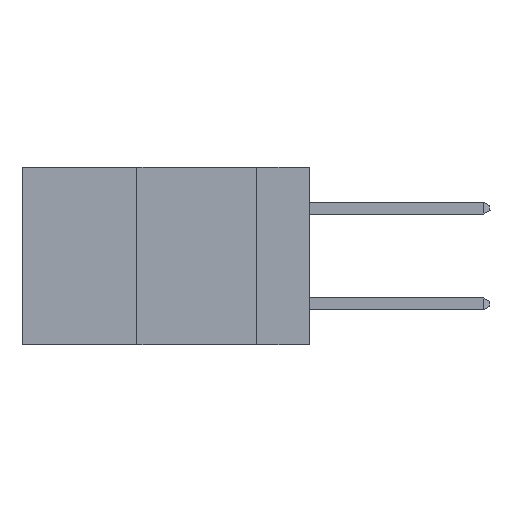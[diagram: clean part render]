
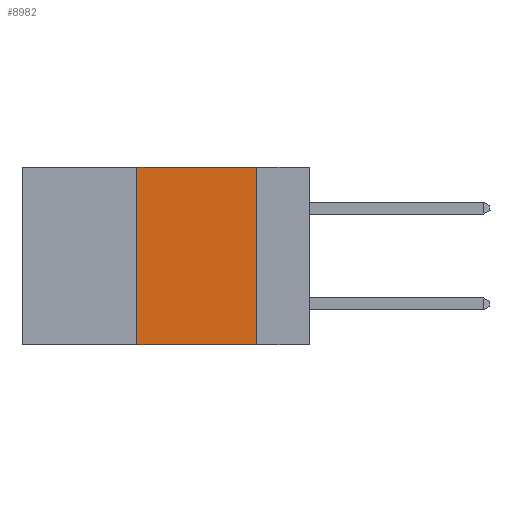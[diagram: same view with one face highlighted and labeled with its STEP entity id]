
A CAD part, left-side view. The second image highlights one B-rep face of the part: STEP entity #8982.
In plain terms, the highlighted planar face has unit normal (-1, 0, 0).
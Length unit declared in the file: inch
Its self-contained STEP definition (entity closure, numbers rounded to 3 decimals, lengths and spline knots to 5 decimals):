
#165 = ORIENTED_EDGE ( 'NONE', *, *, #4189, .F. ) ;
#254 = LINE ( 'NONE', #5922, #8493 ) ;
#654 = PLANE ( 'NONE',  #3038 ) ;
#996 = DIRECTION ( 'NONE',  ( 0., 0., -1. ) ) ;
#997 = ORIENTED_EDGE ( 'NONE', *, *, #6296, .F. ) ;
#1183 = VERTEX_POINT ( 'NONE', #8678 ) ;
#1381 = FACE_OUTER_BOUND ( 'NONE', #9286, .T. ) ;
#1469 = CARTESIAN_POINT ( 'NONE',  ( 0., 0.6, 0. ) ) ;
#1641 = VECTOR ( 'NONE', #1926, 39.37008 ) ;
#1830 = DIRECTION ( 'NONE',  ( 0., -1., 0. ) ) ;
#1926 = DIRECTION ( 'NONE',  ( 0., -1., 0. ) ) ;
#2071 = EDGE_CURVE ( 'NONE', #3106, #1183, #3955, .T. ) ;
#3038 = AXIS2_PLACEMENT_3D ( 'NONE', #1469, #8037, #7179 ) ;
#3106 = VERTEX_POINT ( 'NONE', #6551 ) ;
#3538 = EDGE_CURVE ( 'NONE', #7729, #6019, #5630, .T. ) ;
#3955 = LINE ( 'NONE', #6191, #4674 ) ;
#4189 = EDGE_CURVE ( 'NONE', #6019, #1183, #4652, .T. ) ;
#4448 = CARTESIAN_POINT ( 'NONE',  ( 0., 0.36, 0. ) ) ;
#4652 = LINE ( 'NONE', #7557, #4872 ) ;
#4674 = VECTOR ( 'NONE', #1830, 39.37008 ) ;
#4872 = VECTOR ( 'NONE', #996, 39.37008 ) ;
#4880 = CARTESIAN_POINT ( 'NONE',  ( 0., 0.11, 0. ) ) ;
#5630 = LINE ( 'NONE', #8549, #1641 ) ;
#5922 = CARTESIAN_POINT ( 'NONE',  ( 0., 0.36, 0. ) ) ;
#6019 = VERTEX_POINT ( 'NONE', #4880 ) ;
#6191 = CARTESIAN_POINT ( 'NONE',  ( 0., 0.6, -0.37 ) ) ;
#6296 = EDGE_CURVE ( 'NONE', #3106, #7729, #254, .T. ) ;
#6551 = CARTESIAN_POINT ( 'NONE',  ( 0., 0.36, -0.37 ) ) ;
#7018 = ORIENTED_EDGE ( 'NONE', *, *, #2071, .T. ) ;
#7179 = DIRECTION ( 'NONE',  ( 0., 0., -1. ) ) ;
#7557 = CARTESIAN_POINT ( 'NONE',  ( 0., 0.11, 0. ) ) ;
#7729 = VERTEX_POINT ( 'NONE', #4448 ) ;
#8037 = DIRECTION ( 'NONE',  ( 1., 0., 0. ) ) ;
#8376 = ORIENTED_EDGE ( 'NONE', *, *, #3538, .F. ) ;
#8493 = VECTOR ( 'NONE', #8936, 39.37008 ) ;
#8549 = CARTESIAN_POINT ( 'NONE',  ( 0., 0.6, 0. ) ) ;
#8678 = CARTESIAN_POINT ( 'NONE',  ( 0., 0.11, -0.37 ) ) ;
#8936 = DIRECTION ( 'NONE',  ( 0., 0., 1. ) ) ;
#8982 = ADVANCED_FACE ( 'NONE', ( #1381 ), #654, .F. ) ;
#9286 = EDGE_LOOP ( 'NONE', ( #165, #8376, #997, #7018 ) ) ;
